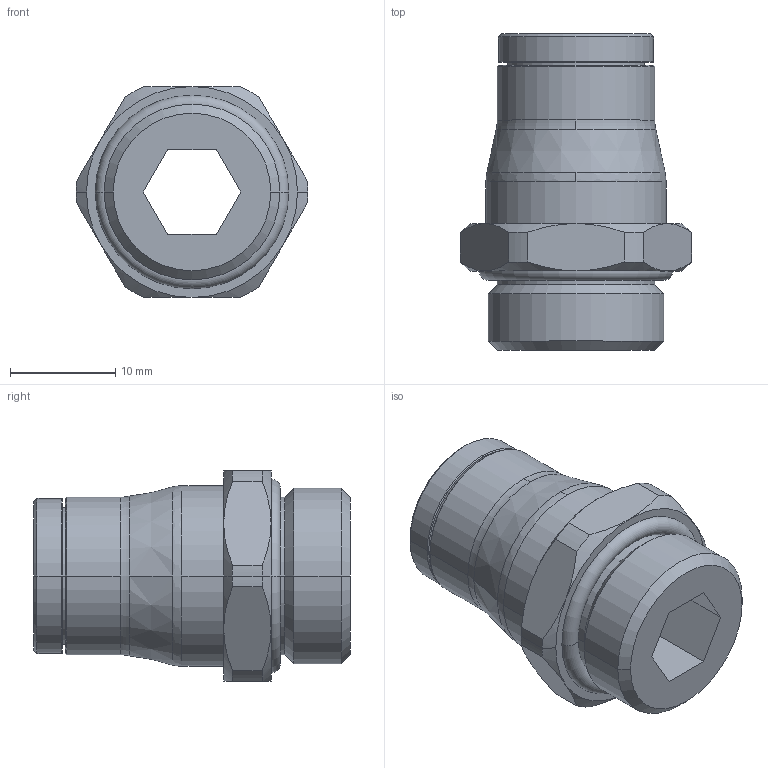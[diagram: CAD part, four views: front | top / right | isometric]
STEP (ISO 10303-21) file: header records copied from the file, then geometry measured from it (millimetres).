
FILE_DESCRIPTION(('STEP AP214'),'1');
FILE_NAME('3601_10_17.stp','2016-07-07T14:16:16',('TraceParts'),('TraceParts S.A.'),'Spatial InterOp 3D',' ',' ');
FILE_SCHEMA(('automotive_design'));
Length unit declared in the file: millimetre
Products named in the file (1): 1
Bounding box: 22 x 30 x 20 mm (x, y, z)
Volume: 4502 mm3; surface area: 3090 mm2
Topology: 1 solids, 1 shells, 75 faces, 178 edges, 110 vertices
Faces by surface type: cone 26, cylinder 22, plane 19, torus 8
Entity records: 2221 total; most frequent: CARTESIAN_POINT 460, DIRECTION 400, ORIENTED_EDGE 356, EDGE_CURVE 178, AXIS2_PLACEMENT_3D 170, VERTEX_POINT 110, CIRCLE 94, EDGE_LOOP 82
